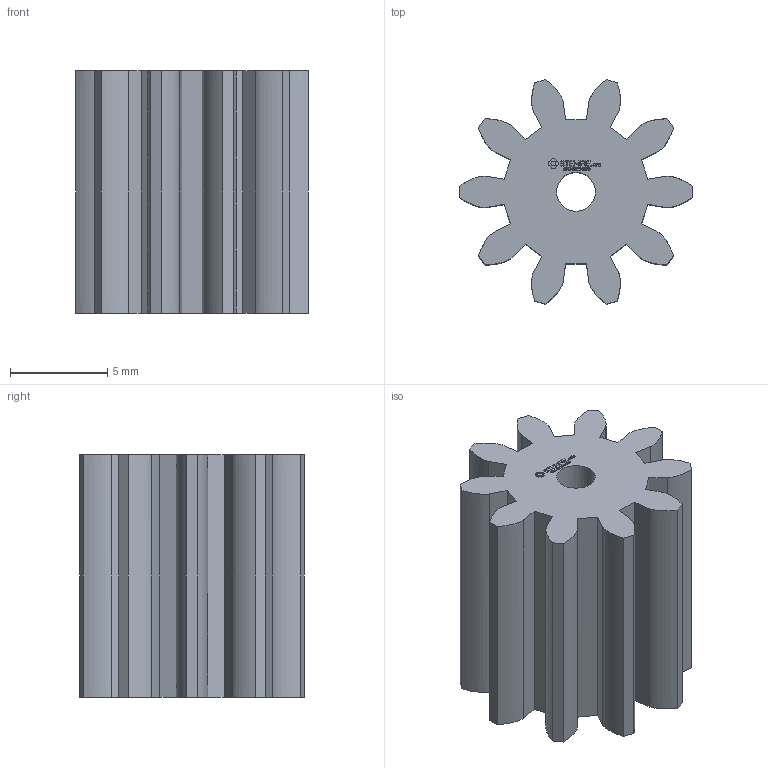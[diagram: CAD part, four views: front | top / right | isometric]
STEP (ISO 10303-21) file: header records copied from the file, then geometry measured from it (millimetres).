
FILE_DESCRIPTION(('FreeCAD Model'),'2;1');
FILE_NAME('Open CASCADE Shape Model','2024-03-09T16:40:29',(''),(''), 'Open CASCADE STEP processor 7.6','FreeCAD','Unknown');
FILE_SCHEMA(('AUTOMOTIVE_DESIGN { 1 0 10303 214 1 1 1 1 }'));
Length unit declared in the file: millimetre
Products named in the file (1): Gear Wheel PLN TTH10 BU01.00 SFT2.0mm - SPN-GWH-0020 (stemfie.org)
Bounding box: 11.99 x 11.58 x 12.5 mm (x, y, z)
Volume: 888.1 mm3; surface area: 1035.5 mm2
Topology: 1 solids, 1 shells, 524 faces, 1473 edges, 982 vertices
Faces by surface type: plane 311, extrusion 212, cylinder 1
Full cylindrical faces by diameter (mm): 2 x1
Entity records: 38349 total; most frequent: CARTESIAN_POINT 9766, DIRECTION 4411, VECTOR 3779, LINE 3567, ORIENTED_EDGE 2946, PCURVE 2946, DEFINITIONAL_REPRESENTATION 2946, EDGE_CURVE 1473
